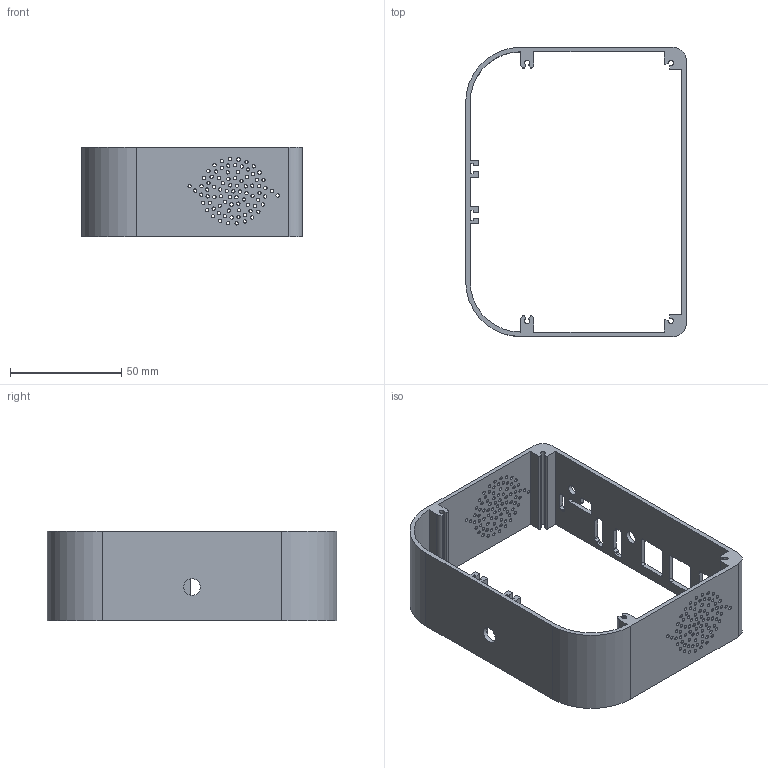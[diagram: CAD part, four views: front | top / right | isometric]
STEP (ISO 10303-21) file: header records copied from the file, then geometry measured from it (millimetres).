
FILE_DESCRIPTION(/* description */ (''),/* implementation_level */ '2;1');
FILE_NAME(/* name */ 'aluminum_case_v3.stp',/* time_stamp */ '2021-11-02T17:57:14-07:00',/* author */ ('mmajz'),/* organization */ (''),/* preprocessor_version */ 'ST-DEVELOPER v17',/* originating_system */ 'Autodesk Inventor 2019',/* authorisation */ '');
FILE_SCHEMA (('AUTOMOTIVE_DESIGN { 1 0 10303 214 3 1 1 }'));
Length unit declared in the file: millimetre
Products named in the file (1): aluminum_case_v3
Bounding box: 99.19 x 130 x 40.2 mm (x, y, z)
Volume: 40113.6 mm3; surface area: 39843.3 mm2
Topology: 1 solids, 1 shells, 323 faces, 963 edges, 642 vertices
Faces by surface type: cylinder 216, plane 87, bspline 20
Full cylindrical faces by diameter (mm): 1.5 x166, 4.5 x1, 5.8 x1, 7.5 x1
Entity records: 11863 total; most frequent: DIRECTION 2043, CARTESIAN_POINT 2029, ORIENTED_EDGE 1926, EDGE_CURVE 963, AXIS2_PLACEMENT_3D 776, EDGE_LOOP 677, VERTEX_POINT 642, LINE 491
